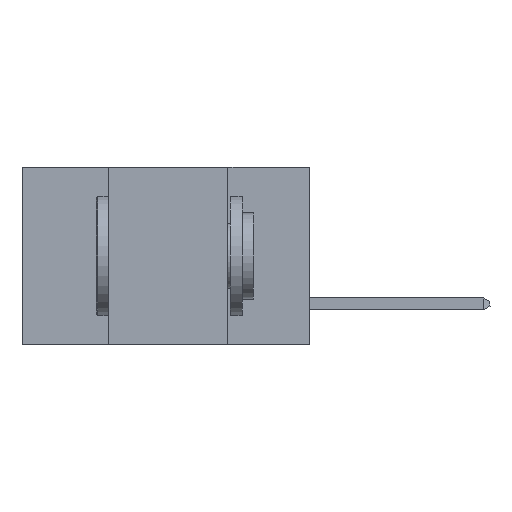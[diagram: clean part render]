
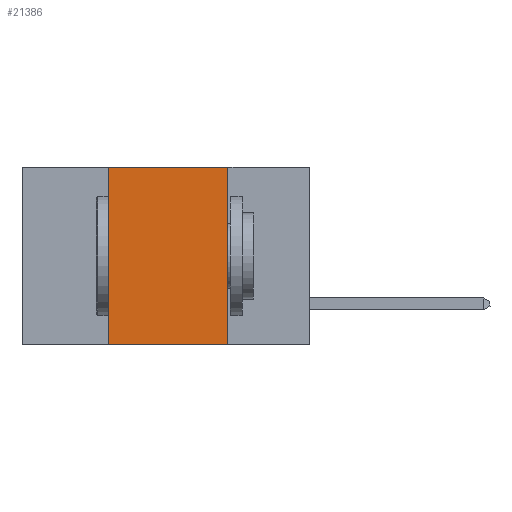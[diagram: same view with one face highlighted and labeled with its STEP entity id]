
A CAD part, left-side view. The second image highlights one B-rep face of the part: STEP entity #21386.
In plain terms, the highlighted planar face has unit normal (-1, 0, 0).
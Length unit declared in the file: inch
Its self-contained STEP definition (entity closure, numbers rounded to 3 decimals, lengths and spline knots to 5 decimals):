
#435 = EDGE_CURVE ( 'NONE', #13262, #21738, #17233, .T. ) ;
#972 = DIRECTION ( 'NONE',  ( 1., 0., 0. ) ) ;
#1553 = EDGE_CURVE ( 'NONE', #5485, #7358, #21547, .T. ) ;
#2756 = DIRECTION ( 'NONE',  ( 0., 0., 1. ) ) ;
#2935 = EDGE_CURVE ( 'NONE', #13262, #5485, #7349, .T. ) ;
#3096 = CARTESIAN_POINT ( 'NONE',  ( 0., 0.42, 0. ) ) ;
#3768 = VECTOR ( 'NONE', #21127, 39.37008 ) ;
#4149 = EDGE_CURVE ( 'NONE', #7358, #21738, #22527, .T. ) ;
#4714 = CARTESIAN_POINT ( 'NONE',  ( 0., 0.17, 0. ) ) ;
#5485 = VERTEX_POINT ( 'NONE', #9889 ) ;
#5648 = CARTESIAN_POINT ( 'NONE',  ( 0., 0.42, -0.37 ) ) ;
#7349 = LINE ( 'NONE', #3096, #20927 ) ;
#7358 = VERTEX_POINT ( 'NONE', #4714 ) ;
#7758 = VECTOR ( 'NONE', #22199, 39.37008 ) ;
#8058 = FACE_OUTER_BOUND ( 'NONE', #12993, .T. ) ;
#9889 = CARTESIAN_POINT ( 'NONE',  ( 0., 0.42, 0. ) ) ;
#9930 = ORIENTED_EDGE ( 'NONE', *, *, #4149, .F. ) ;
#11791 = CARTESIAN_POINT ( 'NONE',  ( 0., 0.6, 0. ) ) ;
#12219 = DIRECTION ( 'NONE',  ( 0., 0., -1. ) ) ;
#12455 = CARTESIAN_POINT ( 'NONE',  ( 0., 0.17, 0. ) ) ;
#12993 = EDGE_LOOP ( 'NONE', ( #9930, #13063, #17735, #18282 ) ) ;
#13063 = ORIENTED_EDGE ( 'NONE', *, *, #1553, .F. ) ;
#13262 = VERTEX_POINT ( 'NONE', #5648 ) ;
#13636 = DIRECTION ( 'NONE',  ( 0., 0., -1. ) ) ;
#13903 = CARTESIAN_POINT ( 'NONE',  ( 0., 0.6, -0.37 ) ) ;
#14595 = CARTESIAN_POINT ( 'NONE',  ( 0., 0.17, -0.37 ) ) ;
#16609 = AXIS2_PLACEMENT_3D ( 'NONE', #11791, #972, #13636 ) ;
#17233 = LINE ( 'NONE', #13903, #7758 ) ;
#17735 = ORIENTED_EDGE ( 'NONE', *, *, #2935, .F. ) ;
#17882 = VECTOR ( 'NONE', #12219, 39.37008 ) ;
#18282 = ORIENTED_EDGE ( 'NONE', *, *, #435, .T. ) ;
#18850 = PLANE ( 'NONE',  #16609 ) ;
#20927 = VECTOR ( 'NONE', #2756, 39.37008 ) ;
#21127 = DIRECTION ( 'NONE',  ( 0., -1., 0. ) ) ;
#21153 = CARTESIAN_POINT ( 'NONE',  ( 0., 0.6, 0. ) ) ;
#21386 = ADVANCED_FACE ( 'NONE', ( #8058 ), #18850, .F. ) ;
#21547 = LINE ( 'NONE', #21153, #3768 ) ;
#21738 = VERTEX_POINT ( 'NONE', #14595 ) ;
#22199 = DIRECTION ( 'NONE',  ( 0., -1., 0. ) ) ;
#22527 = LINE ( 'NONE', #12455, #17882 ) ;
